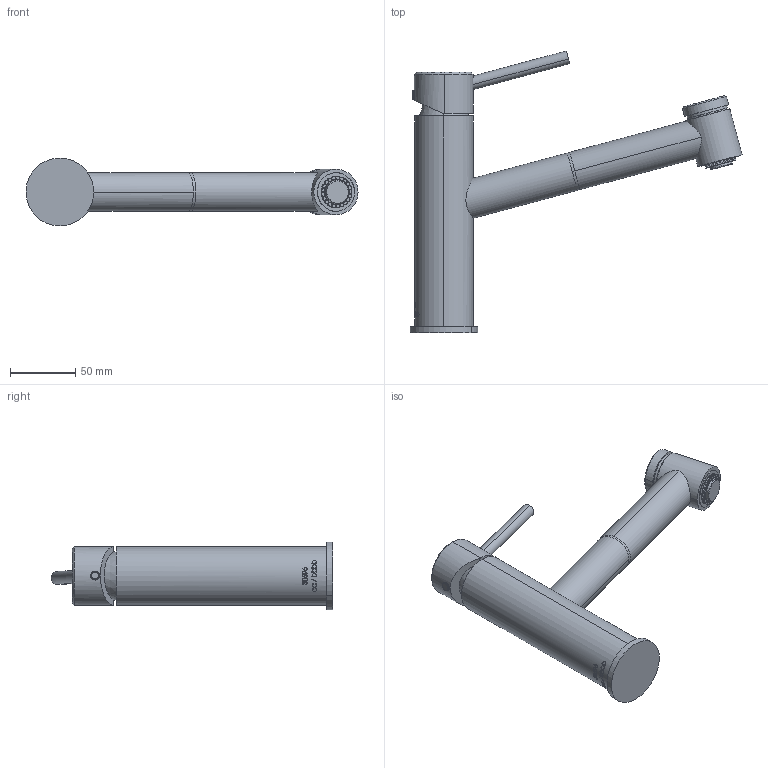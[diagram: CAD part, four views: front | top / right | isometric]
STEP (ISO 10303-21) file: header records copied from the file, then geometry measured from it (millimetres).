
FILE_DESCRIPTION(('STEP AP214'),'1');
FILE_NAME('Kludi Steel 2.STP','2026-01-13T07:43:24',(' '),(' '),'Spatial InterOp 3D',' ',' ');
FILE_SCHEMA(('AUTOMOTIVE_DESIGN { 1 0 10303 214 1 1 1 1 }'));
Length unit declared in the file: millimetre
Products named in the file (2): Kludi Steel 2; ASSEM1
Assembly tree (1 placements, depth 2):
  Kludi Steel 2
    ASSEM1
Bounding box: 254.4 x 215.95 x 51.87 mm (x, y, z)
Volume: 487183.3 mm3; surface area: 59319.2 mm2
Topology: 1 solids, 1 shells, 406 faces, 1065 edges, 707 vertices
Faces by surface type: cylinder 193, plane 133, bspline 69, cone 11
Entity records: 15776 total; most frequent: CARTESIAN_POINT 5877, ORIENTED_EDGE 2130, DIRECTION 1972, EDGE_CURVE 1065, AXIS2_PLACEMENT_3D 746, VERTEX_POINT 707, LINE 480, VECTOR 480
